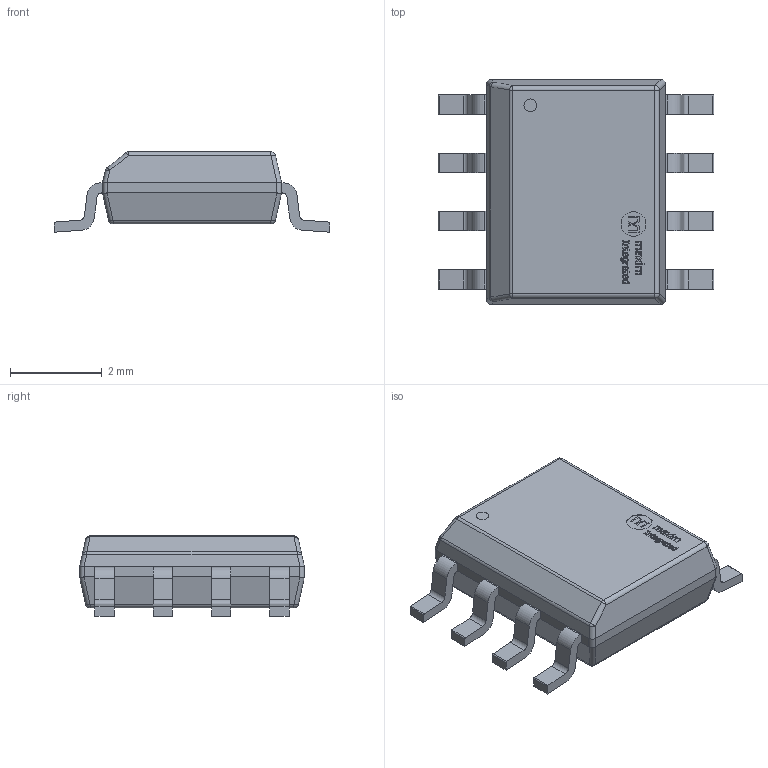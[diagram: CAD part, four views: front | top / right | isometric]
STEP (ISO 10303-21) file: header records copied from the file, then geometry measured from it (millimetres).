
FILE_DESCRIPTION(/* description */ (''),/* implementation_level */ '2;1');
FILE_NAME(/* name */ '1.stp',/* time_stamp */ '2019-07-04T13:21:46+02:00',/* author */ ('k'),/* organization */ (''),/* preprocessor_version */ 'ST-DEVELOPER v15.6',/* originating_system */ 'Autodesk Inventor 2015',/* authorisation */ '');
FILE_SCHEMA (('AUTOMOTIVE_DESIGN { 1 0 10303 214 3 1 1 }'));
Length unit declared in the file: millimetre
Products named in the file (5): Body; Leg; Maxim Integrated Logo 1; Maxim Integrated Logo 1 - 1; QFP Template
Bounding box: 6 x 4.9 x 1.75 mm (x, y, z)
Volume: 29.1 mm3; surface area: 79.2 mm2
Topology: 27 solids, 27 shells, 486 faces, 1265 edges, 833 vertices
Faces by surface type: plane 283, bspline 127, cylinder 65, sphere 10, torus 1
Full cylindrical faces by diameter (mm): 0.275 x1, 0.599 x1
Entity records: 15544 total; most frequent: CARTESIAN_POINT 4241, ORIENTED_EDGE 2524, DIRECTION 1883, EDGE_CURVE 1262, LINE 869, VECTOR 869, VERTEX_POINT 833, AXIS2_PLACEMENT_3D 507
